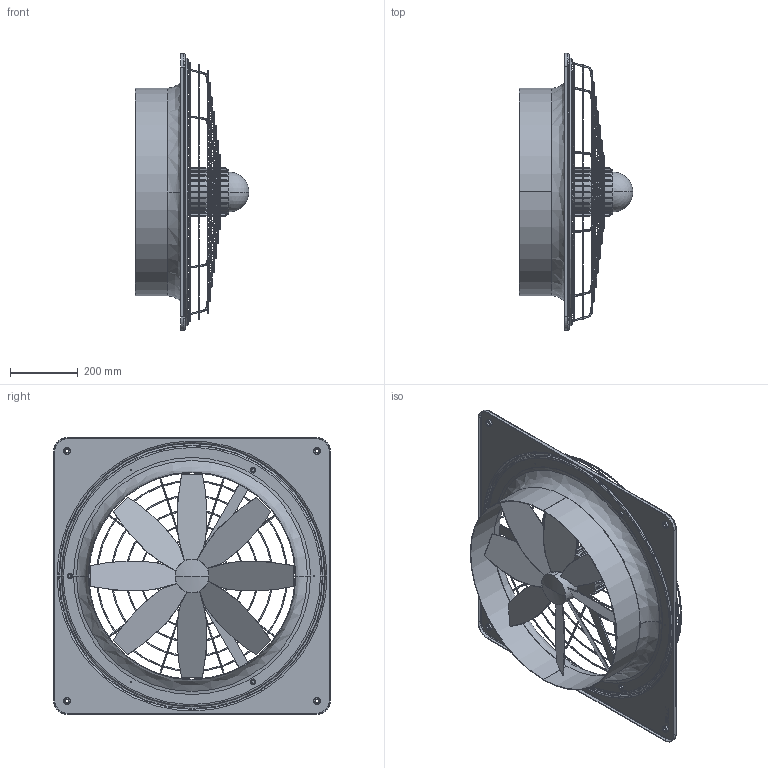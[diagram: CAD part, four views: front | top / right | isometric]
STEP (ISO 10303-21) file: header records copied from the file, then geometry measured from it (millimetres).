
FILE_DESCRIPTION (( 'STEP AP214' ), '1' );
FILE_NAME ('0083-0065.STEP', '2015-01-27T15:43:49', ( '' ), ( '' ), 'SwSTEP 2.0', 'SolidWorks 2013', '' );
FILE_SCHEMA (( 'AUTOMOTIVE_DESIGN' ));
Length unit declared in the file: millimetre
Products named in the file (1): 0083-0065
Bounding box: 337 x 820 x 820 mm (x, y, z)
Volume: 4791466.4 mm3; surface area: 2140657 mm2
Topology: 1 solids, 1 shells, 520 faces, 1627 edges, 1022 vertices
Faces by surface type: plane 184, cylinder 144, bspline 108, torus 48, cone 30, sphere 6
Entity records: 28411 total; most frequent: CARTESIAN_POINT 14862, ORIENTED_EDGE 3222, DIRECTION 2387, EDGE_CURVE 1611, VERTEX_POINT 1022, AXIS2_PLACEMENT_3D 931, EDGE_LOOP 649, VECTOR 525
